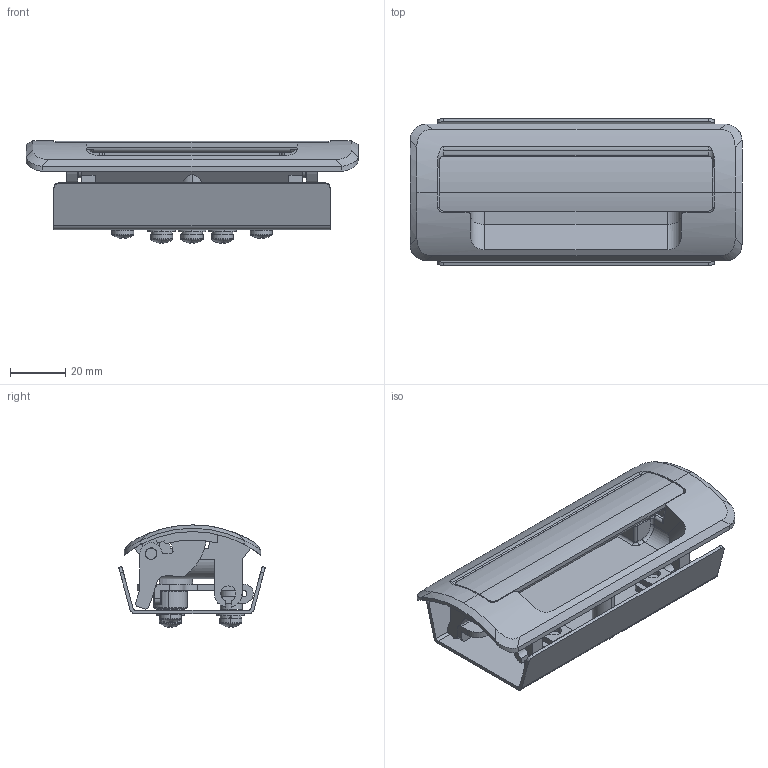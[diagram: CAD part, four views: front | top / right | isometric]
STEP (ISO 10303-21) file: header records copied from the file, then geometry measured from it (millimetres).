
FILE_DESCRIPTION (( 'STEP AP203' ), '1' );
FILE_NAME ('A-876-2R_.STEP', '2006-07-27T23:25:09', ( ' ' ), ( ' ' ), 'SwSTEP 2.0', 'SolidWorks 2005204', '' );
FILE_SCHEMA (( 'CONFIG_CONTROL_DESIGN' ));
Length unit declared in the file: millimetre
Products named in the file (13): 十字穴付なべねじM4（平W・SW付）_M4×8; A-876-2R儘僢僪朹_棉太倌; スプリングワッシャーM4_JIS B 1251 No.2 4; 廫帤寠晅側傋偹偠M4_M4亊8; A-876-2R_; A-876-1R丄2R儕儞僌_棉太倌; A-876-2R僴儞僪儖_棉太倌; A-876-2R儀乕僗_棉太倌; A-876-1R丄2R儕儞僋嵍_棉太倌; A-876-1R丄2R儕儞僋塃_棉太倌; 平ワッシャーM4小型丸_JIS B 1256 Small circular 4; A-876-2R庢晅斅_棉太倌; A-876-1R丄2R僷僢僉儞_棉太倌
Assembly tree (18 placements, depth 3):
  A-876-2R_
    十字穴付なべねじM4（平W・SW付）_M4×8  x5
      廫帤寠晅側傋偹偠M4_M4亊8
      スプリングワッシャーM4_JIS B 1251 No.2 4
      平ワッシャーM4小型丸_JIS B 1256 Small circular 4
    A-876-2R庢晅斅_棉太倌
    A-876-2R儀乕僗_棉太倌
    A-876-2R儘僢僪朹_棉太倌
    A-876-1R丄2R儕儞僋嵍_棉太倌
    A-876-1R丄2R僷僢僉儞_棉太倌  x2
    A-876-1R丄2R儕儞僋塃_棉太倌
    A-876-1R丄2R儕儞僌_棉太倌  x2
    A-876-2R僴儞僪儖_棉太倌
Bounding box: 120 x 53 x 36.92 mm (x, y, z)
Volume: 48631.5 mm3; surface area: 51056.5 mm2
Topology: 25 solids, 25 shells, 644 faces, 1676 edges, 1064 vertices
Faces by surface type: plane 292, cylinder 248, cone 51, torus 31, sphere 16, bspline 6
Entity records: 17298 total; most frequent: CARTESIAN_POINT 4314, DIRECTION 2479, ORIENTED_EDGE 2392, EDGE_CURVE 1196, AXIS2_PLACEMENT_3D 925, VERTEX_POINT 776, VECTOR 629, LINE 629
